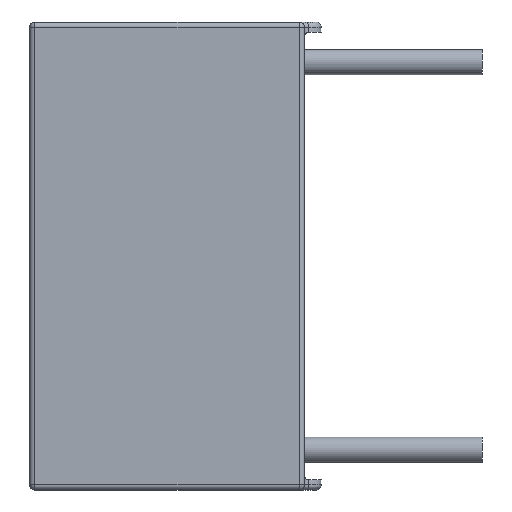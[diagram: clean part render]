
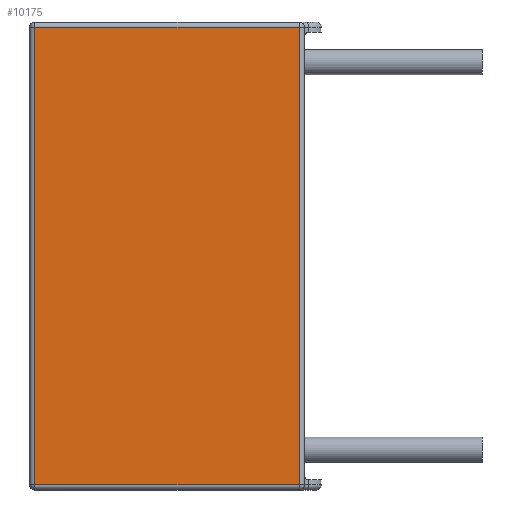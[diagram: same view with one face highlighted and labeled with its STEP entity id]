
A CAD part, left-side view. The second image highlights one B-rep face of the part: STEP entity #10175.
In plain terms, the highlighted planar face has unit normal (-1, 0, 0).
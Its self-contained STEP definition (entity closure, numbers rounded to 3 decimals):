
#14 = DIRECTION ( 'NONE',  ( 0., 0., -1. ) ) ;
#63 = ORIENTED_EDGE ( 'NONE', *, *, #9402, .T. ) ;
#535 = EDGE_CURVE ( 'NONE', #2143, #3769, #10823, .T. ) ;
#1764 = VECTOR ( 'NONE', #12320, 1000. ) ;
#2143 = VERTEX_POINT ( 'NONE', #8463 ) ;
#2379 = EDGE_LOOP ( 'NONE', ( #63, #10844, #2448, #14095 ) ) ;
#2448 = ORIENTED_EDGE ( 'NONE', *, *, #535, .T. ) ;
#2466 = VERTEX_POINT ( 'NONE', #3794 ) ;
#2558 = LINE ( 'NONE', #9380, #10648 ) ;
#2581 = LINE ( 'NONE', #2649, #8295 ) ;
#2604 = VECTOR ( 'NONE', #4128, 1000. ) ;
#2649 = CARTESIAN_POINT ( 'NONE',  ( -7.1, 5.4, 4.5 ) ) ;
#3164 = FACE_OUTER_BOUND ( 'NONE', #2379, .T. ) ;
#3593 = EDGE_CURVE ( 'NONE', #3769, #2466, #2558, .T. ) ;
#3769 = VERTEX_POINT ( 'NONE', #11996 ) ;
#3794 = CARTESIAN_POINT ( 'NONE',  ( -7.1, 0.1, 4.5 ) ) ;
#3827 = DIRECTION ( 'NONE',  ( 0., 1., 0. ) ) ;
#3852 = PLANE ( 'NONE',  #6023 ) ;
#4128 = DIRECTION ( 'NONE',  ( 0., 0., -1. ) ) ;
#6023 = AXIS2_PLACEMENT_3D ( 'NONE', #14353, #7725, #14 ) ;
#6871 = EDGE_CURVE ( 'NONE', #7971, #2143, #9620, .T. ) ;
#7725 = DIRECTION ( 'NONE',  ( 1., 0., 0. ) ) ;
#7971 = VERTEX_POINT ( 'NONE', #8661 ) ;
#8295 = VECTOR ( 'NONE', #3827, 1000. ) ;
#8463 = CARTESIAN_POINT ( 'NONE',  ( -7.1, 5.3, -4.5 ) ) ;
#8661 = CARTESIAN_POINT ( 'NONE',  ( -7.1, 5.3, 4.5 ) ) ;
#9380 = CARTESIAN_POINT ( 'NONE',  ( -7.1, 0.1, 4.6 ) ) ;
#9402 = EDGE_CURVE ( 'NONE', #2466, #7971, #2581, .T. ) ;
#9620 = LINE ( 'NONE', #14053, #2604 ) ;
#10175 = ADVANCED_FACE ( 'NONE', ( #3164 ), #3852, .F. ) ;
#10648 = VECTOR ( 'NONE', #13599, 1000. ) ;
#10823 = LINE ( 'NONE', #13126, #1764 ) ;
#10844 = ORIENTED_EDGE ( 'NONE', *, *, #6871, .T. ) ;
#11996 = CARTESIAN_POINT ( 'NONE',  ( -7.1, 0.1, -4.5 ) ) ;
#12320 = DIRECTION ( 'NONE',  ( 0., -1., 0. ) ) ;
#13126 = CARTESIAN_POINT ( 'NONE',  ( -7.1, 5.4, -4.5 ) ) ;
#13599 = DIRECTION ( 'NONE',  ( 0., 0., 1. ) ) ;
#14053 = CARTESIAN_POINT ( 'NONE',  ( -7.1, 5.3, -4.6 ) ) ;
#14095 = ORIENTED_EDGE ( 'NONE', *, *, #3593, .T. ) ;
#14353 = CARTESIAN_POINT ( 'NONE',  ( -7.1, 5.4, -4.6 ) ) ;
